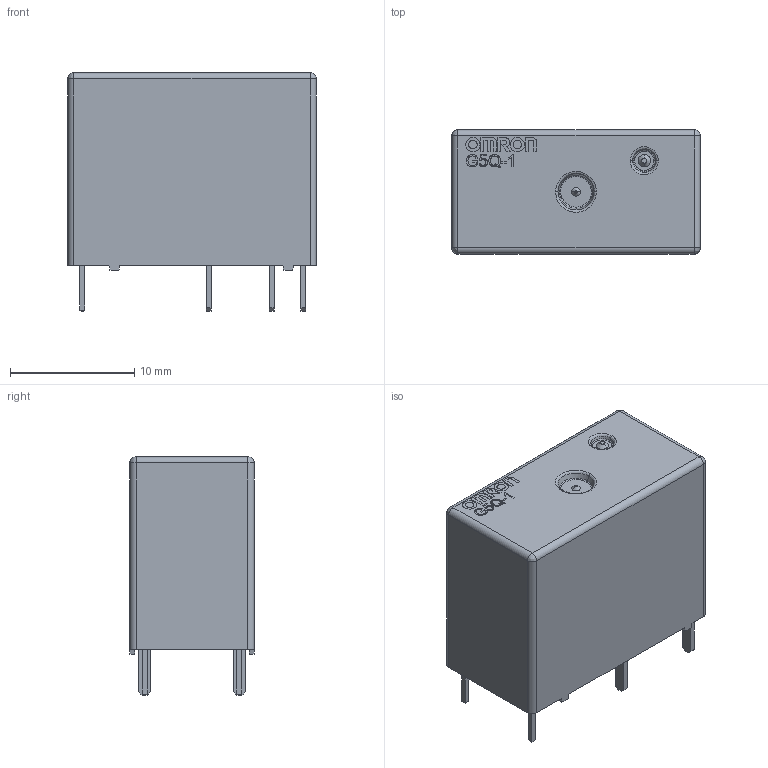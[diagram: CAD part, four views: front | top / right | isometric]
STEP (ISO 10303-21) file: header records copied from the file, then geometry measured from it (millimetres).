
FILE_DESCRIPTION (( 'STEP AP214' ), '1' );
FILE_NAME ('Omron G5Q-1.STEP', '2023-10-16T11:04:19', ( '' ), ( '' ), 'SwSTEP 2.0', 'SolidWorks 2023', '' );
FILE_SCHEMA (( 'AUTOMOTIVE_DESIGN' ));
Length unit declared in the file: millimetre
Products named in the file (18): GShapeStringBody; BaseBody; QShapeStringBody; -ShapeStringBody; Pin3Body; RStringBody; Omron G5Q-1; 1ShapeStringBody; Pin1Body; MStringBody; O2StringBody; ResinBody; O1StringBody; Pin2Body; NStringBody; Pin4Body; 5ShapeStringBody; Pin5Body
Assembly tree (17 placements, depth 2):
  Omron G5Q-1
    BaseBody
    ResinBody
    Pin1Body
    Pin2Body
    Pin3Body
    Pin4Body
    Pin5Body
    O1StringBody
    MStringBody
    RStringBody
    O2StringBody
    NStringBody
    GShapeStringBody
    5ShapeStringBody
    QShapeStringBody
    -ShapeStringBody
    1ShapeStringBody
Bounding box: 20 x 10 x 19.21 mm (x, y, z)
Volume: 3066.2 mm3; surface area: 1740.8 mm2
Topology: 17 solids, 17 shells, 455 faces, 1137 edges, 725 vertices
Faces by surface type: plane 246, cylinder 110, bspline 91, cone 8
Entity records: 19678 total; most frequent: CARTESIAN_POINT 3791, ORIENTED_EDGE 2266, DIRECTION 1908, EDGE_CURVE 1133, LINE 764, VECTOR 764, VERTEX_POINT 725, AXIS2_PLACEMENT_3D 572
